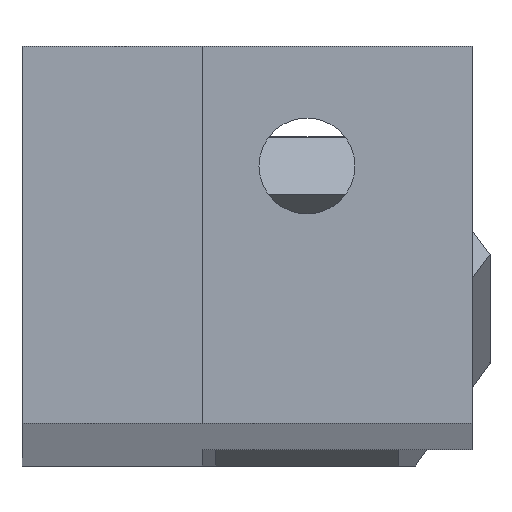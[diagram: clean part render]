
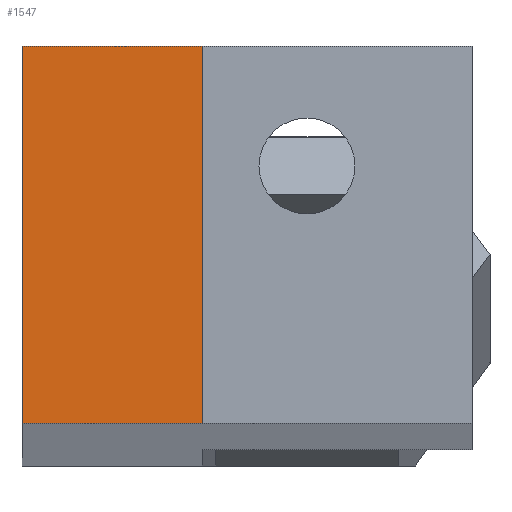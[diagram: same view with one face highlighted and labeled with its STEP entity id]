
A CAD part, front view. The second image highlights one B-rep face of the part: STEP entity #1547.
In plain terms, the highlighted planar face has unit normal (0, -1, 0).
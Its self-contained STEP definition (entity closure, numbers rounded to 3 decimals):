
#419 = VERTEX_POINT('',#420);
#420 = CARTESIAN_POINT('',(2.,35.5,-7.582));
#426 = EDGE_CURVE('',#419,#427,#429,.T.);
#427 = VERTEX_POINT('',#428);
#428 = CARTESIAN_POINT('',(-4.,35.5,-7.582));
#429 = LINE('',#430,#431);
#430 = CARTESIAN_POINT('',(-14.5,35.5,-7.582));
#431 = VECTOR('',#432,1.);
#432 = DIRECTION('',(-1.,0.,0.));
#755 = VERTEX_POINT('',#756);
#756 = CARTESIAN_POINT('',(-4.,35.5,5.));
#762 = EDGE_CURVE('',#755,#763,#765,.T.);
#763 = VERTEX_POINT('',#764);
#764 = CARTESIAN_POINT('',(2.,35.5,5.));
#765 = LINE('',#766,#767);
#766 = CARTESIAN_POINT('',(-4.,35.5,5.));
#767 = VECTOR('',#768,1.);
#768 = DIRECTION('',(1.,0.,0.));
#1534 = EDGE_CURVE('',#427,#755,#1535,.T.);
#1535 = LINE('',#1536,#1537);
#1536 = CARTESIAN_POINT('',(-4.,35.5,-25.));
#1537 = VECTOR('',#1538,1.);
#1538 = DIRECTION('',(0.,0.,1.));
#1547 = ADVANCED_FACE('',(#1548),#1559,.F.);
#1548 = FACE_BOUND('',#1549,.F.);
#1549 = EDGE_LOOP('',(#1550,#1551,#1552,#1553));
#1550 = ORIENTED_EDGE('',*,*,#426,.T.);
#1551 = ORIENTED_EDGE('',*,*,#1534,.T.);
#1552 = ORIENTED_EDGE('',*,*,#762,.T.);
#1553 = ORIENTED_EDGE('',*,*,#1554,.F.);
#1554 = EDGE_CURVE('',#419,#763,#1555,.T.);
#1555 = LINE('',#1556,#1557);
#1556 = CARTESIAN_POINT('',(2.,35.5,-25.));
#1557 = VECTOR('',#1558,1.);
#1558 = DIRECTION('',(0.,0.,1.));
#1559 = PLANE('',#1560);
#1560 = AXIS2_PLACEMENT_3D('',#1561,#1562,#1563);
#1561 = CARTESIAN_POINT('',(-4.,35.5,-25.));
#1562 = DIRECTION('',(0.,1.,0.));
#1563 = DIRECTION('',(0.,0.,1.));
